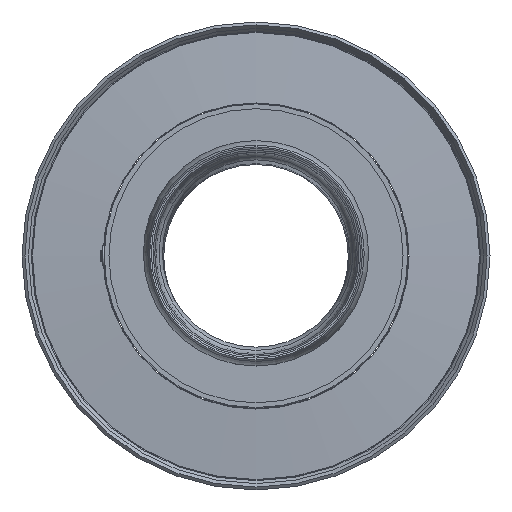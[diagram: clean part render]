
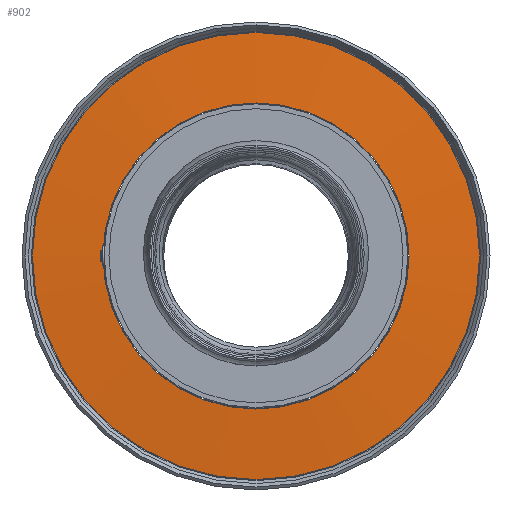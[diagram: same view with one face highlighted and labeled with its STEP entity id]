
A CAD part, top view. The second image highlights one B-rep face of the part: STEP entity #902.
In plain terms, the highlighted conical face has half-angle 86.049 degrees and reference radius 986.657 mm.
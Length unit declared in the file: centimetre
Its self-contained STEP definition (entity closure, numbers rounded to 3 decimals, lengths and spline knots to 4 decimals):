
#95=LINE('',#1476,#125);
#125=VECTOR('',#1146,98.6656);
#155=CONICAL_SURFACE('',#975,98.6656,1.502);
#170=FACE_OUTER_BOUND('',#228,.T.);
#228=EDGE_LOOP('',(#626,#627,#628,#629,#630));
#300=CIRCLE('',#974,80.1366);
#301=CIRCLE('',#976,117.1947);
#302=CIRCLE('',#977,117.1947);
#391=VERTEX_POINT('',#1469);
#392=VERTEX_POINT('',#1473);
#393=VERTEX_POINT('',#1474);
#483=EDGE_CURVE('',#391,#391,#300,.T.);
#484=EDGE_CURVE('',#392,#393,#301,.T.);
#485=EDGE_CURVE('',#393,#391,#95,.T.);
#486=EDGE_CURVE('',#393,#392,#302,.T.);
#626=ORIENTED_EDGE('',*,*,#484,.T.);
#627=ORIENTED_EDGE('',*,*,#485,.T.);
#628=ORIENTED_EDGE('',*,*,#483,.F.);
#629=ORIENTED_EDGE('',*,*,#485,.F.);
#630=ORIENTED_EDGE('',*,*,#486,.T.);
#902=ADVANCED_FACE('',(#170),#155,.T.);
#974=AXIS2_PLACEMENT_3D('',#1471,#1140,#1141);
#975=AXIS2_PLACEMENT_3D('',#1472,#1142,#1143);
#976=AXIS2_PLACEMENT_3D('',#1475,#1144,#1145);
#977=AXIS2_PLACEMENT_3D('',#1477,#1147,#1148);
#1140=DIRECTION('center_axis',(0.,0.,
1.));
#1141=DIRECTION('ref_axis',(1.,0.,0.));
#1142=DIRECTION('center_axis',(0.,0.,
-1.));
#1143=DIRECTION('ref_axis',(-1.,0.,0.));
#1144=DIRECTION('center_axis',(0.,0.,
1.));
#1145=DIRECTION('ref_axis',(1.,0.,0.));
#1146=DIRECTION('',(-0.998,0.,0.069));
#1147=DIRECTION('center_axis',(0.,0.,
1.));
#1148=DIRECTION('ref_axis',(1.,0.,0.));
#1469=CARTESIAN_POINT('',(80.1366,0.,234.5625));
#1471=CARTESIAN_POINT('Origin',(0.,0.,234.5625));
#1472=CARTESIAN_POINT('Origin',(0.,0.,233.2829));
#1473=CARTESIAN_POINT('',(0.,117.1947,232.0033));
#1474=CARTESIAN_POINT('',(117.1947,0.,232.0033));
#1475=CARTESIAN_POINT('Origin',(0.,0.,232.0033));
#1476=CARTESIAN_POINT('',(98.6656,0.,233.2829));
#1477=CARTESIAN_POINT('Origin',(0.,0.,232.0033));
